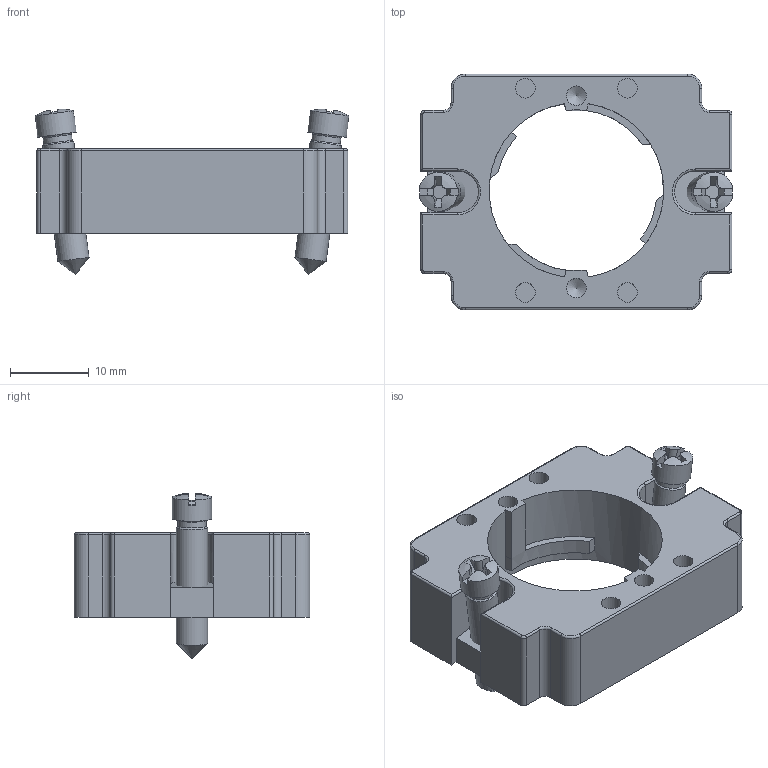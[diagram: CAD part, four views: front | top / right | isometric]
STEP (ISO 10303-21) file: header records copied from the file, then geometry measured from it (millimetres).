
FILE_DESCRIPTION((''),'2;1');
FILE_NAME('2BRK.stp','2007-11-15T15:17:00',('Philipp'),(''),'Autodesk Inventor 2008','Autodesk Inventor 2008','');
FILE_SCHEMA(('AUTOMOTIVE_DESIGN { 1 0 10303 214 1 1 1 1 }'));
Length unit declared in the file: millimetre
Products named in the file (3): 2BRK; DIN 7985 (Z) M4x18-Z
Assembly tree (3 placements, depth 2):
  2BRK
    2BRK
    DIN 7985 (Z) M4x18-Z  x2
Bounding box: 39.97 x 30 x 21.11 mm (x, y, z)
Volume: 3657.3 mm3; surface area: 6911.4 mm2
Topology: 3 solids, 3 shells, 223 faces, 598 edges, 387 vertices
Faces by surface type: plane 111, cylinder 68, bspline 24, torus 10, cone 6, sphere 4
Full cylindrical faces by diameter (mm): 2.5 x5, 3.65 x2, 4 x2, 5 x2, 22.25 x1, 24.25 x1
Entity records: 6542 total; most frequent: CARTESIAN_POINT 1636, DIRECTION 1038, ORIENTED_EDGE 988, EDGE_CURVE 494, AXIS2_PLACEMENT_3D 378, VERTEX_POINT 328, VECTOR 282, LINE 282
